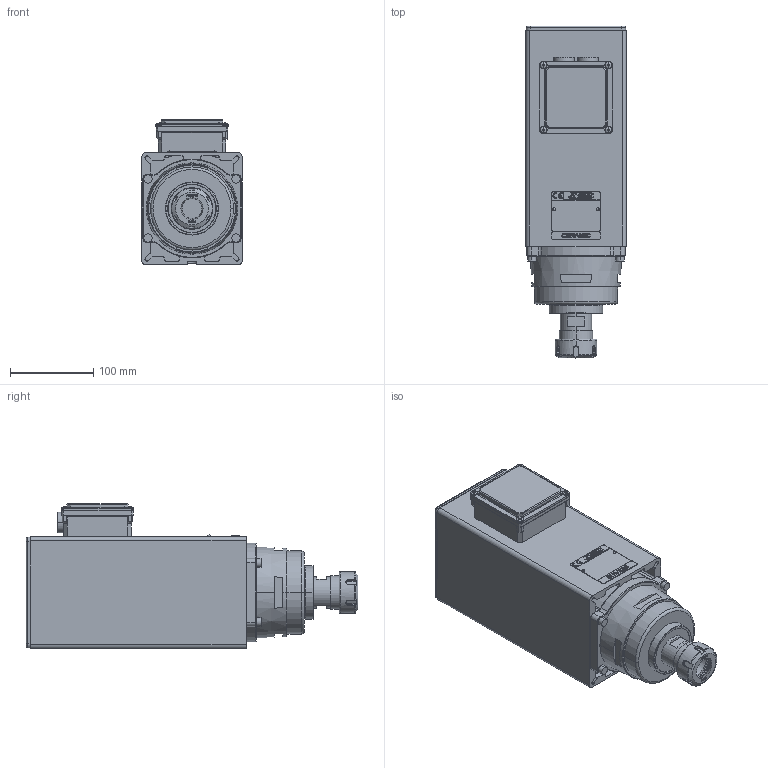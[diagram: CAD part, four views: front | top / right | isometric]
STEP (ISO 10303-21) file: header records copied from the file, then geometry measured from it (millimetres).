
FILE_DESCRIPTION(('HOOPS Exchange Step'),'2;1');
FILE_NAME('export-EE5BE819-D694-4577-B0A4-B11199B941AB.stp','2022-11-09T10:16:07+01:00',('User'),('Alibre'),'HOOPS Exchange 2021.0','Alibre','Unknown authorisation');
FILE_SCHEMA( ('AP242_MANAGED_MODEL_BASED_3D_ENGINEERING_MIM_LF {1 0 10303 442 1 1 4 }') );
Length unit declared in the file: millimetre
Products named in the file (1): 6000 Teknomotor C6067-D-2DB-P-ER32-HY-RR-7.5kW-12.000-24.000rpm
Bounding box: 120.8 x 399.6 x 173.75 mm (x, y, z)
Volume: 4781295.1 mm3; surface area: 351474.9 mm2
Topology: 1 solids, 8 shells, 1983 faces, 5193 edges, 3372 vertices
Faces by surface type: plane 1496, cylinder 317, bspline 86, cone 42, torus 22, sphere 20
Entity records: 66539 total; most frequent: CARTESIAN_POINT 16887, ORIENTED_EDGE 10370, DIRECTION 9446, EDGE_CURVE 5185, VECTOR 4150, LINE 4150, VERTEX_POINT 3372, AXIS2_PLACEMENT_3D 2648
